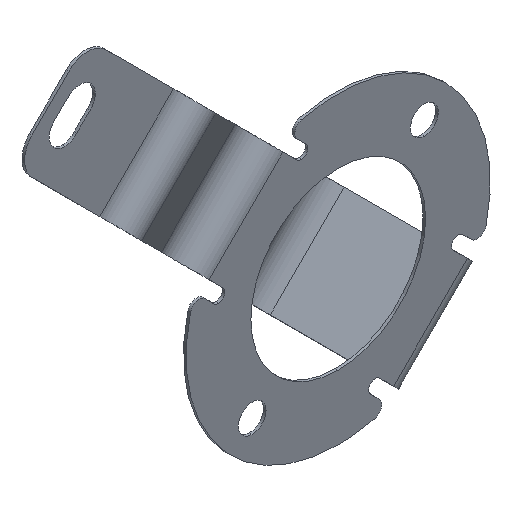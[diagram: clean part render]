
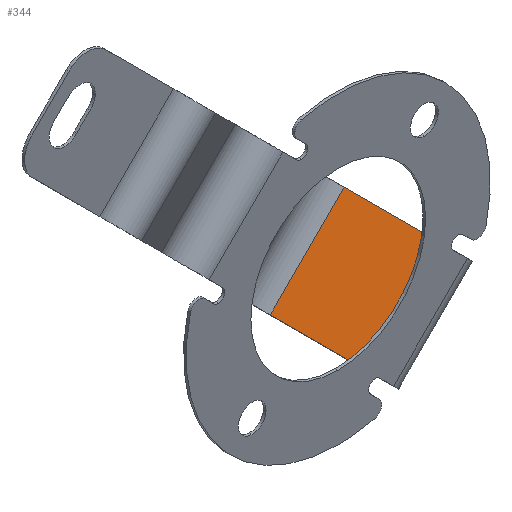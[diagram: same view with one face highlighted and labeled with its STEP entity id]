
A CAD part, isometric view. The second image highlights one B-rep face of the part: STEP entity #344.
In plain terms, the highlighted planar face has unit normal (-0.513, -0.688, 0.513).
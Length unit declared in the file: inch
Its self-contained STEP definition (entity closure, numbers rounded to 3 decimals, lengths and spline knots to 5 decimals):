
#228 = ORIENTED_EDGE ( 'NONE', *, *, #382, .T. ) ;
#256 = LINE ( 'NONE', #1334, #1226 ) ;
#344 = ADVANCED_FACE ( 'NONE', ( #518 ), #1295, .F. ) ;
#382 = EDGE_CURVE ( 'NONE', #1449, #982, #2233, .T. ) ;
#384 = DIRECTION ( 'NONE',  ( -0.486, 0.726, 0.486 ) ) ;
#518 = FACE_OUTER_BOUND ( 'NONE', #1351, .T. ) ;
#614 = EDGE_CURVE ( 'NONE', #2376, #1663, #1695, .T. ) ;
#698 = EDGE_CURVE ( 'NONE', #2376, #982, #256, .T. ) ;
#705 = ORIENTED_EDGE ( 'NONE', *, *, #1806, .F. ) ;
#982 = VERTEX_POINT ( 'NONE', #1500 ) ;
#1095 = AXIS2_PLACEMENT_3D ( 'NONE', #1267, #2087, #1314 ) ;
#1226 = VECTOR ( 'NONE', #1308, 39.37008 ) ;
#1267 = CARTESIAN_POINT ( 'NONE',  ( 0.8199, 0.48885, -0.34664 ) ) ;
#1295 = PLANE ( 'NONE',  #1095 ) ;
#1308 = DIRECTION ( 'NONE',  ( 0.486, -0.726, -0.486 ) ) ;
#1314 = DIRECTION ( 'NONE',  ( -0.844, 0.513, -0.156 ) ) ;
#1334 = CARTESIAN_POINT ( 'NONE',  ( 0.34577, 1.09268, -0.01171 ) ) ;
#1344 = VECTOR ( 'NONE', #1725, 39.37008 ) ;
#1351 = EDGE_LOOP ( 'NONE', ( #705, #228, #1700, #1752 ) ) ;
#1449 = VERTEX_POINT ( 'NONE', #1730 ) ;
#1500 = CARTESIAN_POINT ( 'NONE',  ( 0.62908, 0.66981, -0.29501 ) ) ;
#1580 = CARTESIAN_POINT ( 'NONE',  ( 0.69867, 0.66981, -0.22541 ) ) ;
#1640 = LINE ( 'NONE', #2231, #2027 ) ;
#1663 = VERTEX_POINT ( 'NONE', #1964 ) ;
#1670 = CARTESIAN_POINT ( 'NONE',  ( 0.52017, 0.93624, -0.04691 ) ) ;
#1690 = DIRECTION ( 'NONE',  ( -0.707, 0., -0.707 ) ) ;
#1695 = LINE ( 'NONE', #1670, #2148 ) ;
#1700 = ORIENTED_EDGE ( 'NONE', *, *, #698, .F. ) ;
#1725 = DIRECTION ( 'NONE',  ( 0.707, 0., 0.707 ) ) ;
#1730 = CARTESIAN_POINT ( 'NONE',  ( 0.29501, 0.66981, -0.62908 ) ) ;
#1752 = ORIENTED_EDGE ( 'NONE', *, *, #614, .T. ) ;
#1806 = EDGE_CURVE ( 'NONE', #1449, #1663, #1640, .T. ) ;
#1964 = CARTESIAN_POINT ( 'NONE',  ( 0.11651, 0.93624, -0.45058 ) ) ;
#2027 = VECTOR ( 'NONE', #384, 39.37008 ) ;
#2087 = DIRECTION ( 'NONE',  ( 0.513, 0.688, -0.513 ) ) ;
#2148 = VECTOR ( 'NONE', #1690, 39.37008 ) ;
#2231 = CARTESIAN_POINT ( 'NONE',  ( 0.44289, 0.44907, -0.77696 ) ) ;
#2233 = LINE ( 'NONE', #1580, #1344 ) ;
#2337 = CARTESIAN_POINT ( 'NONE',  ( 0.45058, 0.93624, -0.11651 ) ) ;
#2376 = VERTEX_POINT ( 'NONE', #2337 ) ;
